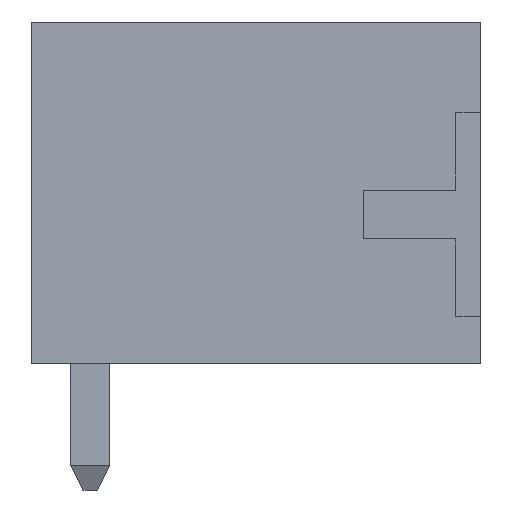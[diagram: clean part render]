
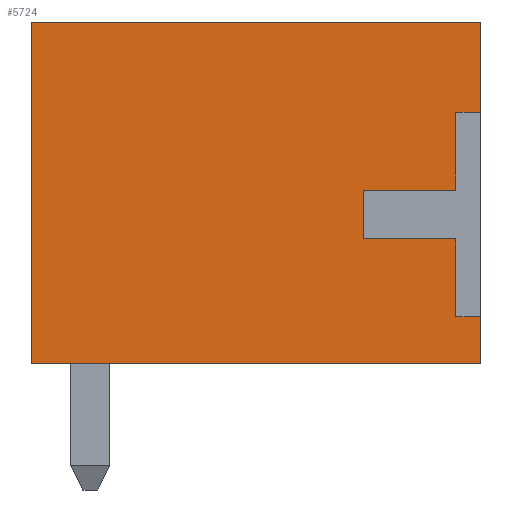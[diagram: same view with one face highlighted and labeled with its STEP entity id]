
A CAD part, left-side view. The second image highlights one B-rep face of the part: STEP entity #5724.
In plain terms, the highlighted planar face has unit normal (-1, 0, 0).
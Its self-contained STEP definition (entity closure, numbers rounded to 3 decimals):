
#178=ORIENTED_EDGE('',*,*,#1855,.F.);
#179=ORIENTED_EDGE('',*,*,#1856,.F.);
#180=ORIENTED_EDGE('',*,*,#1857,.F.);
#181=ORIENTED_EDGE('',*,*,#1858,.F.);
#182=ORIENTED_EDGE('',*,*,#1859,.F.);
#183=ORIENTED_EDGE('',*,*,#1860,.F.);
#184=ORIENTED_EDGE('',*,*,#1861,.F.);
#185=ORIENTED_EDGE('',*,*,#1862,.T.);
#186=ORIENTED_EDGE('',*,*,#1863,.F.);
#187=ORIENTED_EDGE('',*,*,#1864,.F.);
#188=ORIENTED_EDGE('',*,*,#1865,.T.);
#189=ORIENTED_EDGE('',*,*,#1866,.T.);
#1855=EDGE_CURVE('',#2693,#2694,#3259,.T.);
#1856=EDGE_CURVE('',#2695,#2693,#3260,.T.);
#1857=EDGE_CURVE('',#2696,#2695,#3261,.T.);
#1858=EDGE_CURVE('',#2697,#2696,#3262,.T.);
#1859=EDGE_CURVE('',#2698,#2697,#3263,.T.);
#1860=EDGE_CURVE('',#2699,#2698,#3264,.T.);
#1861=EDGE_CURVE('',#2700,#2699,#3265,.T.);
#1862=EDGE_CURVE('',#2700,#2701,#3266,.T.);
#1863=EDGE_CURVE('',#2702,#2701,#3267,.T.);
#1864=EDGE_CURVE('',#2703,#2702,#3268,.T.);
#1865=EDGE_CURVE('',#2703,#2704,#3269,.T.);
#1866=EDGE_CURVE('',#2704,#2694,#3270,.T.);
#2693=VERTEX_POINT('',#7976);
#2694=VERTEX_POINT('',#7977);
#2695=VERTEX_POINT('',#7979);
#2696=VERTEX_POINT('',#7981);
#2697=VERTEX_POINT('',#7983);
#2698=VERTEX_POINT('',#7985);
#2699=VERTEX_POINT('',#7987);
#2700=VERTEX_POINT('',#7989);
#2701=VERTEX_POINT('',#7991);
#2702=VERTEX_POINT('',#7993);
#2703=VERTEX_POINT('',#7995);
#2704=VERTEX_POINT('',#7997);
#3259=LINE('',#7975,#4035);
#3260=LINE('',#7978,#4036);
#3261=LINE('',#7980,#4037);
#3262=LINE('',#7982,#4038);
#3263=LINE('',#7984,#4039);
#3264=LINE('',#7986,#4040);
#3265=LINE('',#7988,#4041);
#3266=LINE('',#7990,#4042);
#3267=LINE('',#7992,#4043);
#3268=LINE('',#7994,#4044);
#3269=LINE('',#7996,#4045);
#3270=LINE('',#7998,#4046);
#4035=VECTOR('',#6451,1000.);
#4036=VECTOR('',#6452,1000.);
#4037=VECTOR('',#6453,1000.);
#4038=VECTOR('',#6454,1000.);
#4039=VECTOR('',#6455,1000.);
#4040=VECTOR('',#6456,1000.);
#4041=VECTOR('',#6457,1000.);
#4042=VECTOR('',#6458,1000.);
#4043=VECTOR('',#6459,1000.);
#4044=VECTOR('',#6460,1000.);
#4045=VECTOR('',#6461,1000.);
#4046=VECTOR('',#6462,1000.);
#4796=EDGE_LOOP('',(#178,#179,#180,#181,#182,#183,#184,#185,#186,#187,#188,
#189));
#5126=FACE_BOUND('',#4796,.T.);
#5456=PLANE('',#6046);
#5724=ADVANCED_FACE('',(#5126),#5456,.F.);
#6046=AXIS2_PLACEMENT_3D('',#7974,#6449,#6450);
#6449=DIRECTION('',(1.,0.,0.));
#6450=DIRECTION('',(0.,0.,-1.));
#6451=DIRECTION('',(0.,-1.,0.));
#6452=DIRECTION('',(0.,0.,-1.));
#6453=DIRECTION('',(0.,-1.,0.));
#6454=DIRECTION('',(0.,0.,-1.));
#6455=DIRECTION('',(0.,1.,0.));
#6456=DIRECTION('',(0.,0.,-1.));
#6457=DIRECTION('',(0.,1.,0.));
#6458=DIRECTION('',(0.,0.,1.));
#6459=DIRECTION('',(0.,-1.,0.));
#6460=DIRECTION('',(0.,0.,1.));
#6461=DIRECTION('',(0.,-1.,0.));
#6462=DIRECTION('',(0.,0.,1.));
#7974=CARTESIAN_POINT('',(-9.15,9.2,-3.5));
#7975=CARTESIAN_POINT('',(-9.15,0.5,-2.55));
#7976=CARTESIAN_POINT('',(-9.15,0.5,-2.55));
#7977=CARTESIAN_POINT('',(-9.15,0.,-2.55));
#7978=CARTESIAN_POINT('',(-9.15,0.5,-0.95));
#7979=CARTESIAN_POINT('',(-9.15,0.5,-0.95));
#7980=CARTESIAN_POINT('',(-9.15,2.4,-0.95));
#7981=CARTESIAN_POINT('',(-9.15,2.4,-0.95));
#7982=CARTESIAN_POINT('',(-9.15,2.4,0.05));
#7983=CARTESIAN_POINT('',(-9.15,2.4,0.05));
#7984=CARTESIAN_POINT('',(-9.15,0.5,0.05));
#7985=CARTESIAN_POINT('',(-9.15,0.5,0.05));
#7986=CARTESIAN_POINT('',(-9.15,0.5,1.65));
#7987=CARTESIAN_POINT('',(-9.15,0.5,1.65));
#7988=CARTESIAN_POINT('',(-9.15,0.,1.65));
#7989=CARTESIAN_POINT('',(-9.15,0.,1.65));
#7990=CARTESIAN_POINT('',(-9.15,0.,-3.5));
#7991=CARTESIAN_POINT('',(-9.15,0.,3.5));
#7992=CARTESIAN_POINT('',(-9.15,9.2,3.5));
#7993=CARTESIAN_POINT('',(-9.15,9.2,3.5));
#7994=CARTESIAN_POINT('',(-9.15,9.2,-3.5));
#7995=CARTESIAN_POINT('',(-9.15,9.2,-3.5));
#7996=CARTESIAN_POINT('',(-9.15,9.2,-3.5));
#7997=CARTESIAN_POINT('',(-9.15,0.,-3.5));
#7998=CARTESIAN_POINT('',(-9.15,0.,-3.5));
